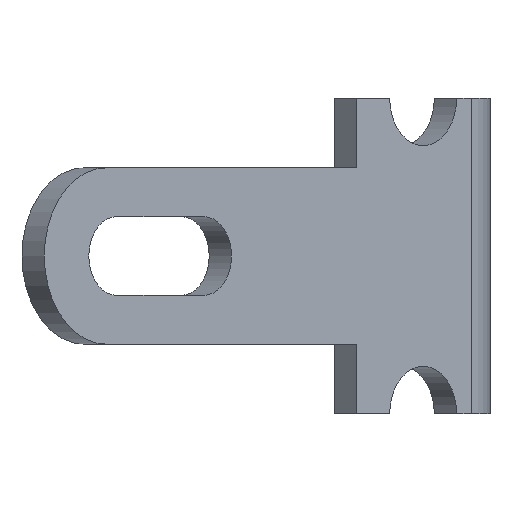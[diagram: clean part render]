
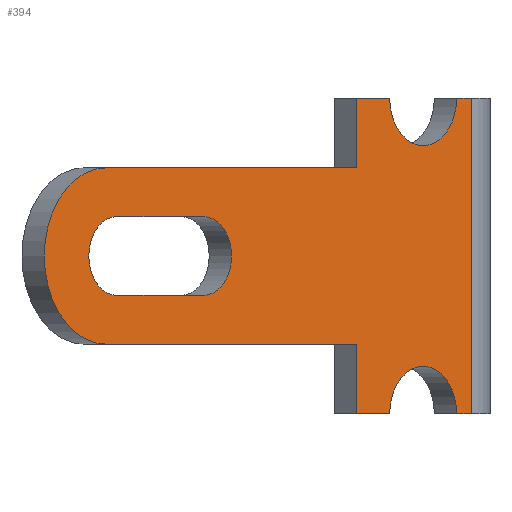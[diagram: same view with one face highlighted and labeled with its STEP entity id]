
A CAD part, left-side view. The second image highlights one B-rep face of the part: STEP entity #394.
In plain terms, the highlighted planar face has unit normal (-0.707, -0.707, 0).
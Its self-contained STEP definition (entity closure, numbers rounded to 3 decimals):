
#7 = ORIENTED_EDGE ( 'NONE', *, *, #341, .T. ) ;
#9 = CARTESIAN_POINT ( 'NONE',  ( -5.922, 5.922, 1.875 ) ) ;
#14 = CARTESIAN_POINT ( 'NONE',  ( -2.121, 2.121, 0. ) ) ;
#15 = ORIENTED_EDGE ( 'NONE', *, *, #166, .F. ) ;
#21 = CARTESIAN_POINT ( 'NONE',  ( -4.543, 4.543, 3.125 ) ) ;
#42 = CARTESIAN_POINT ( 'NONE',  ( 0., 0., 0. ) ) ;
#49 = DIRECTION ( 'NONE',  ( 0., 0., 1. ) ) ;
#53 = ORIENTED_EDGE ( 'NONE', *, *, #117, .T. ) ;
#60 = DIRECTION ( 'NONE',  ( 0.707, -0.707, 0. ) ) ;
#63 = EDGE_CURVE ( 'NONE', #339, #505, #196, .T. ) ;
#74 = CARTESIAN_POINT ( 'NONE',  ( -0.293, 0.293, 0. ) ) ;
#98 = CARTESIAN_POINT ( 'NONE',  ( -0.53, 0.53, 0. ) ) ;
#105 = VERTEX_POINT ( 'NONE', #74 ) ;
#112 = ORIENTED_EDGE ( 'NONE', *, *, #671, .T. ) ;
#117 = EDGE_CURVE ( 'NONE', #536, #153, #781, .T. ) ;
#118 = LINE ( 'NONE', #236, #734 ) ;
#122 = VECTOR ( 'NONE', #700, 1000. ) ;
#131 = CARTESIAN_POINT ( 'NONE',  ( -5.922, 5.922, 3.125 ) ) ;
#133 = EDGE_LOOP ( 'NONE', ( #15, #659, #170, #701, #112, #267, #532, #522, #53, #455, #7, #286 ) ) ;
#136 = DIRECTION ( 'NONE',  ( 0.707, 0.707, 0. ) ) ;
#142 = CARTESIAN_POINT ( 'NONE',  ( -1.061, 1.061, 0. ) ) ;
#145 = VERTEX_POINT ( 'NONE', #554 ) ;
#147 = LINE ( 'NONE', #272, #443 ) ;
#149 = VERTEX_POINT ( 'NONE', #14 ) ;
#151 = LINE ( 'NONE', #514, #548 ) ;
#152 = DIRECTION ( 'NONE',  ( -0.707, 0.707, 0. ) ) ;
#153 = VERTEX_POINT ( 'NONE', #258 ) ;
#161 = CIRCLE ( 'NONE', #370, 1.4 ) ;
#166 = EDGE_CURVE ( 'NONE', #509, #194, #161, .T. ) ;
#170 = ORIENTED_EDGE ( 'NONE', *, *, #231, .T. ) ;
#172 = CARTESIAN_POINT ( 'NONE',  ( -4.543, 4.543, 1.875 ) ) ;
#175 = VECTOR ( 'NONE', #574, 1000. ) ;
#180 = DIRECTION ( 'NONE',  ( 0.707, 0.707, 0. ) ) ;
#181 = VERTEX_POINT ( 'NONE', #575 ) ;
#186 = VECTOR ( 'NONE', #188, 1000. ) ;
#188 = DIRECTION ( 'NONE',  ( -0.707, 0.707, 0. ) ) ;
#193 = DIRECTION ( 'NONE',  ( -0.707, 0.707, 0. ) ) ;
#194 = VERTEX_POINT ( 'NONE', #568 ) ;
#196 = LINE ( 'NONE', #377, #527 ) ;
#212 = EDGE_CURVE ( 'NONE', #569, #536, #147, .T. ) ;
#213 = VECTOR ( 'NONE', #591, 1000. ) ;
#214 = CARTESIAN_POINT ( 'NONE',  ( -2.121, 2.121, 3.9 ) ) ;
#225 = DIRECTION ( 'NONE',  ( -0.707, -0.707, 0. ) ) ;
#231 = EDGE_CURVE ( 'NONE', #181, #149, #269, .T. ) ;
#236 = CARTESIAN_POINT ( 'NONE',  ( -2.121, 2.121, 5. ) ) ;
#243 = VERTEX_POINT ( 'NONE', #214 ) ;
#244 = CARTESIAN_POINT ( 'NONE',  ( -0.53, 0.53, 5. ) ) ;
#247 = LINE ( 'NONE', #131, #328 ) ;
#258 = CARTESIAN_POINT ( 'NONE',  ( -1.591, 1.591, 5. ) ) ;
#260 = CARTESIAN_POINT ( 'NONE',  ( -1.591, 1.591, 5. ) ) ;
#267 = ORIENTED_EDGE ( 'NONE', *, *, #774, .T. ) ;
#269 = LINE ( 'NONE', #461, #122 ) ;
#272 = CARTESIAN_POINT ( 'NONE',  ( -0.293, 0.293, 5. ) ) ;
#286 = ORIENTED_EDGE ( 'NONE', *, *, #312, .T. ) ;
#291 = VECTOR ( 'NONE', #60, 1000. ) ;
#292 = VERTEX_POINT ( 'NONE', #21 ) ;
#304 = VECTOR ( 'NONE', #642, 1000. ) ;
#306 = CARTESIAN_POINT ( 'NONE',  ( -1.061, 1.061, 5. ) ) ;
#312 = EDGE_CURVE ( 'NONE', #243, #194, #516, .T. ) ;
#328 = VECTOR ( 'NONE', #606, 1000. ) ;
#329 = CARTESIAN_POINT ( 'NONE',  ( -5.922, 5.922, 3.125 ) ) ;
#333 = LINE ( 'NONE', #444, #175 ) ;
#339 = VERTEX_POINT ( 'NONE', #172 ) ;
#341 = EDGE_CURVE ( 'NONE', #145, #243, #118, .T. ) ;
#345 = AXIS2_PLACEMENT_3D ( 'NONE', #306, #492, #193 ) ;
#347 = DIRECTION ( 'NONE',  ( 0., 0., -1. ) ) ;
#353 = LINE ( 'NONE', #773, #213 ) ;
#362 = DIRECTION ( 'NONE',  ( 0.707, -0.707, 0. ) ) ;
#368 = EDGE_CURVE ( 'NONE', #292, #339, #746, .T. ) ;
#370 = AXIS2_PLACEMENT_3D ( 'NONE', #440, #136, #383 ) ;
#375 = VERTEX_POINT ( 'NONE', #650 ) ;
#377 = CARTESIAN_POINT ( 'NONE',  ( -4.543, 4.543, 1.875 ) ) ;
#382 = CARTESIAN_POINT ( 'NONE',  ( -6.081, 6.081, 1.1 ) ) ;
#383 = DIRECTION ( 'NONE',  ( -0.5, 0.5, 0.707 ) ) ;
#394 = ADVANCED_FACE ( 'NONE', ( #419, #723 ), #531, .T. ) ;
#399 = ORIENTED_EDGE ( 'NONE', *, *, #451, .T. ) ;
#401 = DIRECTION ( 'NONE',  ( 0.707, 0.707, 0. ) ) ;
#402 = CARTESIAN_POINT ( 'NONE',  ( -2.121, 2.121, 3.9 ) ) ;
#412 = CARTESIAN_POINT ( 'NONE',  ( -5.922, 5.922, 2.5 ) ) ;
#415 = DIRECTION ( 'NONE',  ( 0., 0., -1. ) ) ;
#419 = FACE_BOUND ( 'NONE', #756, .T. ) ;
#428 = AXIS2_PLACEMENT_3D ( 'NONE', #412, #180, #49 ) ;
#429 = CIRCLE ( 'NONE', #681, 0.75 ) ;
#433 = DIRECTION ( 'NONE',  ( -0.707, 0.707, 0. ) ) ;
#440 = CARTESIAN_POINT ( 'NONE',  ( -6.081, 6.081, 2.5 ) ) ;
#443 = VECTOR ( 'NONE', #152, 1000. ) ;
#444 = CARTESIAN_POINT ( 'NONE',  ( -0.293, 0.293, 5. ) ) ;
#451 = EDGE_CURVE ( 'NONE', #505, #677, #768, .T. ) ;
#455 = ORIENTED_EDGE ( 'NONE', *, *, #478, .T. ) ;
#458 = EDGE_CURVE ( 'NONE', #677, #292, #247, .T. ) ;
#461 = CARTESIAN_POINT ( 'NONE',  ( -2.121, 2.121, 1.1 ) ) ;
#473 = DIRECTION ( 'NONE',  ( -0.707, 0.707, 0. ) ) ;
#476 = CARTESIAN_POINT ( 'NONE',  ( -4.543, 4.543, 2.5 ) ) ;
#478 = EDGE_CURVE ( 'NONE', #153, #145, #725, .T. ) ;
#482 = ORIENTED_EDGE ( 'NONE', *, *, #63, .T. ) ;
#486 = CARTESIAN_POINT ( 'NONE',  ( -0.293, 0.293, 5. ) ) ;
#490 = EDGE_CURVE ( 'NONE', #509, #181, #497, .T. ) ;
#492 = DIRECTION ( 'NONE',  ( 0.707, 0.707, 0. ) ) ;
#497 = LINE ( 'NONE', #553, #291 ) ;
#505 = VERTEX_POINT ( 'NONE', #9 ) ;
#509 = VERTEX_POINT ( 'NONE', #382 ) ;
#514 = CARTESIAN_POINT ( 'NONE',  ( -2.121, 2.121, 0. ) ) ;
#516 = LINE ( 'NONE', #402, #304 ) ;
#522 = ORIENTED_EDGE ( 'NONE', *, *, #212, .T. ) ;
#527 = VECTOR ( 'NONE', #433, 1000. ) ;
#531 = PLANE ( 'NONE',  #551 ) ;
#532 = ORIENTED_EDGE ( 'NONE', *, *, #702, .F. ) ;
#536 = VERTEX_POINT ( 'NONE', #244 ) ;
#548 = VECTOR ( 'NONE', #362, 1000. ) ;
#551 = AXIS2_PLACEMENT_3D ( 'NONE', #42, #225, #473 ) ;
#553 = CARTESIAN_POINT ( 'NONE',  ( -6.081, 6.081, 1.1 ) ) ;
#554 = CARTESIAN_POINT ( 'NONE',  ( -2.121, 2.121, 5. ) ) ;
#565 = AXIS2_PLACEMENT_3D ( 'NONE', #476, #717, #415 ) ;
#568 = CARTESIAN_POINT ( 'NONE',  ( -6.081, 6.081, 3.9 ) ) ;
#569 = VERTEX_POINT ( 'NONE', #486 ) ;
#574 = DIRECTION ( 'NONE',  ( 0., 0., -1. ) ) ;
#575 = CARTESIAN_POINT ( 'NONE',  ( -2.121, 2.121, 1.1 ) ) ;
#591 = DIRECTION ( 'NONE',  ( 0.707, -0.707, 0. ) ) ;
#598 = ORIENTED_EDGE ( 'NONE', *, *, #368, .T. ) ;
#606 = DIRECTION ( 'NONE',  ( 0.707, -0.707, 0. ) ) ;
#616 = VERTEX_POINT ( 'NONE', #98 ) ;
#642 = DIRECTION ( 'NONE',  ( -0.707, 0.707, 0. ) ) ;
#650 = CARTESIAN_POINT ( 'NONE',  ( -1.591, 1.591, 0. ) ) ;
#659 = ORIENTED_EDGE ( 'NONE', *, *, #490, .T. ) ;
#671 = EDGE_CURVE ( 'NONE', #375, #616, #429, .T. ) ;
#677 = VERTEX_POINT ( 'NONE', #329 ) ;
#681 = AXIS2_PLACEMENT_3D ( 'NONE', #142, #401, #754 ) ;
#698 = ORIENTED_EDGE ( 'NONE', *, *, #458, .T. ) ;
#700 = DIRECTION ( 'NONE',  ( 0., 0., -1. ) ) ;
#701 = ORIENTED_EDGE ( 'NONE', *, *, #760, .T. ) ;
#702 = EDGE_CURVE ( 'NONE', #569, #105, #333, .T. ) ;
#717 = DIRECTION ( 'NONE',  ( 0.707, 0.707, 0. ) ) ;
#723 = FACE_OUTER_BOUND ( 'NONE', #133, .T. ) ;
#725 = LINE ( 'NONE', #260, #186 ) ;
#734 = VECTOR ( 'NONE', #347, 1000. ) ;
#746 = CIRCLE ( 'NONE', #565, 0.625 ) ;
#754 = DIRECTION ( 'NONE',  ( 0.707, -0.707, 0. ) ) ;
#756 = EDGE_LOOP ( 'NONE', ( #598, #482, #399, #698 ) ) ;
#760 = EDGE_CURVE ( 'NONE', #149, #375, #151, .T. ) ;
#768 = CIRCLE ( 'NONE', #428, 0.625 ) ;
#773 = CARTESIAN_POINT ( 'NONE',  ( -0.53, 0.53, 0. ) ) ;
#774 = EDGE_CURVE ( 'NONE', #616, #105, #353, .T. ) ;
#781 = CIRCLE ( 'NONE', #345, 0.75 ) ;
